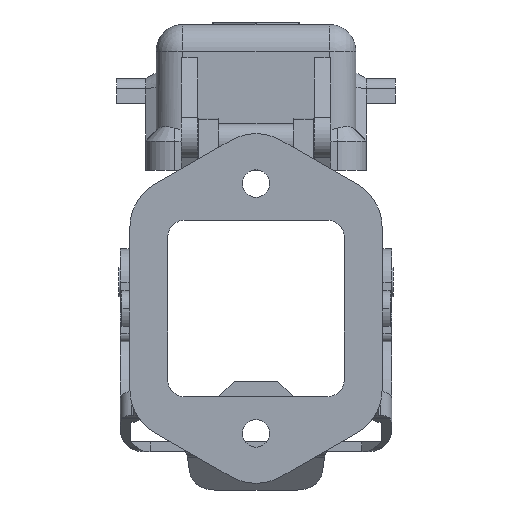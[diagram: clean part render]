
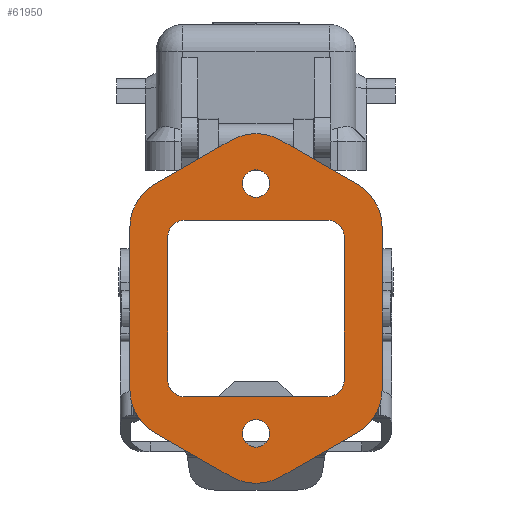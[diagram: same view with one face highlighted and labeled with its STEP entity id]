
A CAD part, front view. The second image highlights one B-rep face of the part: STEP entity #61950.
In plain terms, the highlighted face is planar.
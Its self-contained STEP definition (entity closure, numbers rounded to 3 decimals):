
#11950=CARTESIAN_POINT('',(65.873,31.938,-1.8));
#11960=VERTEX_POINT('',#11950);
#11990=CARTESIAN_POINT('',(59.873,31.938,-1.8));
#12000=DIRECTION('',(0.,0.,1.));
#12010=DIRECTION('',(1.,0.,0.));
#12020=AXIS2_PLACEMENT_3D('',#11990,#12000,#12010);
#12030=CIRCLE('',#12020,6.);
#12040=CARTESIAN_POINT('',(62.873,26.742,-1.8));
#12050=VERTEX_POINT('',#12040);
#12060=EDGE_CURVE('',#12050,#11960,#12030,.T.);
#12370=CARTESIAN_POINT('',(62.873,56.569,-1.8));
#12380=VERTEX_POINT('',#12370);
#12410=CARTESIAN_POINT('',(59.873,51.373,-1.8));
#12420=DIRECTION('',(0.,0.,1.));
#12430=DIRECTION('',(1.,0.,0.));
#12440=AXIS2_PLACEMENT_3D('',#12410,#12420,#12430);
#12450=CIRCLE('',#12440,6.);
#12460=CARTESIAN_POINT('',(65.873,51.373,-1.8));
#12470=VERTEX_POINT('',#12460);
#12480=EDGE_CURVE('',#12470,#12380,#12450,.T.);
#12640=CARTESIAN_POINT('',(41.573,31.938,-1.8));
#12650=DIRECTION('',(0.,0.,-1.));
#12660=DIRECTION('',(-1.,0.,0.));
#12670=AXIS2_PLACEMENT_3D('',#12640,#12650,#12660);
#12680=CIRCLE('',#12670,6.);
#12690=CARTESIAN_POINT('',(38.573,26.742,-1.8));
#12700=VERTEX_POINT('',#12690);
#12710=CARTESIAN_POINT('',(35.573,31.938,-1.8));
#12720=VERTEX_POINT('',#12710);
#12730=EDGE_CURVE('',#12700,#12720,#12680,.T.);
#13100=CARTESIAN_POINT('',(35.573,51.373,-1.8));
#13110=VERTEX_POINT('',#13100);
#13230=CARTESIAN_POINT('',(35.573,49.553,-1.8));
#13240=DIRECTION('',(0.,-1.,0.));
#13250=VECTOR('',#13240,1.);
#13260=LINE('',#13230,#13250);
#13270=EDGE_CURVE('',#13110,#12720,#13260,.T.);
#13540=CARTESIAN_POINT('',(49.073,56.655,-1.8));
#13550=VERTEX_POINT('',#13540);
#13580=CARTESIAN_POINT('',(50.723,56.655,-1.8));
#13590=DIRECTION('',(0.,0.,1.));
#13600=DIRECTION('',(0.,1.,0.));
#13610=AXIS2_PLACEMENT_3D('',#13580,#13590,#13600);
#13620=CIRCLE('',#13610,1.65);
#13630=CARTESIAN_POINT('',(52.373,56.655,-1.8));
#13640=VERTEX_POINT('',#13630);
#13650=EDGE_CURVE('',#13550,#13640,#13620,.T.);
#18580=CARTESIAN_POINT('',(40.131,50.248,-1.8));
#18590=VERTEX_POINT('',#18580);
#18620=CARTESIAN_POINT('',(40.131,2.841,-1.8));
#18630=DIRECTION('',(0.,-1.,0.));
#18640=VECTOR('',#18630,1.);
#18650=LINE('',#18620,#18640);
#18660=CARTESIAN_POINT('',(40.131,33.063,-1.8));
#18670=VERTEX_POINT('',#18660);
#18680=EDGE_CURVE('',#18590,#18670,#18650,.T.);
#19220=CARTESIAN_POINT('',(42.131,31.063,-1.8));
#19230=VERTEX_POINT('',#19220);
#19260=CARTESIAN_POINT('',(29.938,31.063,-1.8));
#19270=DIRECTION('',(1.,0.,0.));
#19280=VECTOR('',#19270,1.);
#19290=LINE('',#19260,#19280);
#19300=CARTESIAN_POINT('',(59.316,31.063,-1.8));
#19310=VERTEX_POINT('',#19300);
#19320=EDGE_CURVE('',#19230,#19310,#19290,.T.);
#19980=CARTESIAN_POINT('',(61.316,2.841,-1.8));
#19990=DIRECTION('',(0.,1.,0.));
#20000=VECTOR('',#19990,1.);
#20010=LINE('',#19980,#20000);
#20020=CARTESIAN_POINT('',(61.316,33.063,-1.8));
#20030=VERTEX_POINT('',#20020);
#20040=CARTESIAN_POINT('',(61.316,50.248,-1.8));
#20050=VERTEX_POINT('',#20040);
#20060=EDGE_CURVE('',#20030,#20050,#20010,.T.);
#21040=CARTESIAN_POINT('',(59.316,52.248,-1.8));
#21050=VERTEX_POINT('',#21040);
#21080=CARTESIAN_POINT('',(29.938,52.248,-1.8));
#21090=DIRECTION('',(-1.,0.,0.));
#21100=VECTOR('',#21090,1.);
#21110=LINE('',#21080,#21100);
#21120=CARTESIAN_POINT('',(42.131,52.248,-1.8));
#21130=VERTEX_POINT('',#21120);
#21140=EDGE_CURVE('',#21050,#21130,#21110,.T.);
#30530=CARTESIAN_POINT('',(42.131,33.063,-1.8));
#30540=DIRECTION('',(0.,0.,1.));
#30550=DIRECTION('',(0.707,0.707,0.));
#30560=AXIS2_PLACEMENT_3D('',#30530,#30540,#30550);
#30570=ELLIPSE('',#30560,2.,2.);
#30580=EDGE_CURVE('',#18670,#19230,#30570,.T.);
#30780=CARTESIAN_POINT('',(42.131,50.248,-1.8));
#30790=DIRECTION('',(0.,0.,1.));
#30800=DIRECTION('',(0.707,-0.707,0.));
#30810=AXIS2_PLACEMENT_3D('',#30780,#30790,#30800);
#30820=ELLIPSE('',#30810,2.,2.);
#30830=EDGE_CURVE('',#21130,#18590,#30820,.T.);
#31050=CARTESIAN_POINT('',(59.316,33.063,-1.8));
#31060=DIRECTION('',(0.,0.,1.));
#31070=DIRECTION('',(0.707,-0.707,0.));
#31080=AXIS2_PLACEMENT_3D('',#31050,#31060,#31070);
#31090=ELLIPSE('',#31080,2.,2.);
#31100=EDGE_CURVE('',#19310,#20030,#31090,.T.);
#31300=CARTESIAN_POINT('',(59.316,50.248,-1.8));
#31310=DIRECTION('',(0.,0.,1.));
#31320=DIRECTION('',(0.707,0.707,0.));
#31330=AXIS2_PLACEMENT_3D('',#31300,#31310,#31320);
#31340=ELLIPSE('',#31330,2.,2.);
#31350=EDGE_CURVE('',#20050,#21050,#31340,.T.);
#60850=CARTESIAN_POINT('',(29.938,2.841,-1.8));
#60860=DIRECTION('',(0.,0.,1.));
#60870=DIRECTION('',(1.,0.,0.));
#60880=AXIS2_PLACEMENT_3D('',#60850,#60860,#60870);
#60890=PLANE('',#60880);
#60900=ORIENTED_EDGE('',*,*,#30580,.T.);
#60910=ORIENTED_EDGE('',*,*,#18680,.T.);
#60920=ORIENTED_EDGE('',*,*,#30830,.T.);
#60930=ORIENTED_EDGE('',*,*,#21140,.T.);
#60940=ORIENTED_EDGE('',*,*,#31350,.T.);
#60950=ORIENTED_EDGE('',*,*,#20060,.T.);
#60960=ORIENTED_EDGE('',*,*,#31100,.T.);
#60970=ORIENTED_EDGE('',*,*,#19320,.T.);
#60980=EDGE_LOOP('',(#60970,#60960,#60950,#60940,#60930,#60920,#60910,
#60900));
#60990=FACE_BOUND('',#60980,.T.);
#61000=ORIENTED_EDGE('',*,*,#13650,.T.);
#61010=CARTESIAN_POINT('',(50.723,58.305,-1.8));
#61020=VERTEX_POINT('',#61010);
#61030=EDGE_CURVE('',#61020,#13550,#13620,.T.);
#61040=ORIENTED_EDGE('',*,*,#61030,.T.);
#61050=EDGE_CURVE('',#13640,#61020,#13620,.T.);
#61060=ORIENTED_EDGE('',*,*,#61050,.T.);
#61070=EDGE_LOOP('',(#61060,#61040,#61000));
#61080=FACE_BOUND('',#61070,.T.);
#61090=CARTESIAN_POINT('',(50.723,26.655,-1.8));
#61100=DIRECTION('',(0.,0.,1.));
#61110=DIRECTION('',(0.,1.,0.));
#61120=AXIS2_PLACEMENT_3D('',#61090,#61100,#61110);
#61130=CIRCLE('',#61120,1.65);
#61140=CARTESIAN_POINT('',(49.073,26.655,-1.8));
#61150=VERTEX_POINT('',#61140);
#61160=CARTESIAN_POINT('',(52.373,26.655,-1.8));
#61170=VERTEX_POINT('',#61160);
#61180=EDGE_CURVE('',#61150,#61170,#61130,.T.);
#61190=ORIENTED_EDGE('',*,*,#61180,.T.);
#61200=CARTESIAN_POINT('',(50.723,28.305,-1.8));
#61210=VERTEX_POINT('',#61200);
#61220=EDGE_CURVE('',#61210,#61150,#61130,.T.);
#61230=ORIENTED_EDGE('',*,*,#61220,.T.);
#61240=EDGE_CURVE('',#61170,#61210,#61130,.T.);
#61250=ORIENTED_EDGE('',*,*,#61240,.T.);
#61260=EDGE_LOOP('',(#61250,#61230,#61190));
#61270=FACE_BOUND('',#61260,.T.);
#61280=ORIENTED_EDGE('',*,*,#12730,.T.);
#61290=CARTESIAN_POINT('',(47.723,21.459,-1.8));
#61300=DIRECTION('',(-0.866,0.5,0.));
#61310=VECTOR('',#61300,1.);
#61320=LINE('',#61290,#61310);
#61330=CARTESIAN_POINT('',(47.723,21.459,-1.8));
#61340=VERTEX_POINT('',#61330);
#61350=EDGE_CURVE('',#61340,#12700,#61320,.T.);
#61360=ORIENTED_EDGE('',*,*,#61350,.T.);
#61370=CARTESIAN_POINT('',(50.723,26.655,-1.8));
#61380=DIRECTION('',(0.,0.,1.));
#61390=DIRECTION('',(-1.,0.,0.));
#61400=AXIS2_PLACEMENT_3D('',#61370,#61380,#61390);
#61410=CIRCLE('',#61400,6.);
#61420=CARTESIAN_POINT('',(53.723,21.459,-1.8));
#61430=VERTEX_POINT('',#61420);
#61440=EDGE_CURVE('',#61340,#61430,#61410,.T.);
#61450=ORIENTED_EDGE('',*,*,#61440,.F.);
#61460=CARTESIAN_POINT('',(53.723,21.459,-1.8));
#61470=DIRECTION('',(0.866,0.5,0.));
#61480=VECTOR('',#61470,1.);
#61490=LINE('',#61460,#61480);
#61500=EDGE_CURVE('',#61430,#12050,#61490,.T.);
#61510=ORIENTED_EDGE('',*,*,#61500,.F.);
#61520=ORIENTED_EDGE('',*,*,#12060,.F.);
#61530=CARTESIAN_POINT('',(65.873,33.758,-1.8));
#61540=DIRECTION('',(0.,1.,0.));
#61550=VECTOR('',#61540,1.);
#61560=LINE('',#61530,#61550);
#61570=EDGE_CURVE('',#11960,#12470,#61560,.T.);
#61580=ORIENTED_EDGE('',*,*,#61570,.F.);
#61590=ORIENTED_EDGE('',*,*,#12480,.F.);
#61600=CARTESIAN_POINT('',(53.723,61.852,-1.8));
#61610=DIRECTION('',(0.866,-0.5,0.));
#61620=VECTOR('',#61610,1.);
#61630=LINE('',#61600,#61620);
#61640=CARTESIAN_POINT('',(53.723,61.852,-1.8));
#61650=VERTEX_POINT('',#61640);
#61660=EDGE_CURVE('',#61650,#12380,#61630,.T.);
#61670=ORIENTED_EDGE('',*,*,#61660,.T.);
#61680=CARTESIAN_POINT('',(50.723,56.655,-1.8));
#61690=DIRECTION('',(0.,0.,1.));
#61700=DIRECTION('',(1.,0.,0.));
#61710=AXIS2_PLACEMENT_3D('',#61680,#61690,#61700);
#61720=CIRCLE('',#61710,6.);
#61730=CARTESIAN_POINT('',(47.723,61.852,-1.8));
#61740=VERTEX_POINT('',#61730);
#61750=EDGE_CURVE('',#61650,#61740,#61720,.T.);
#61760=ORIENTED_EDGE('',*,*,#61750,.F.);
#61770=CARTESIAN_POINT('',(47.723,61.852,-1.8));
#61780=DIRECTION('',(-0.866,-0.5,0.));
#61790=VECTOR('',#61780,1.);
#61800=LINE('',#61770,#61790);
#61810=CARTESIAN_POINT('',(38.573,56.569,-1.8));
#61820=VERTEX_POINT('',#61810);
#61830=EDGE_CURVE('',#61740,#61820,#61800,.T.);
#61840=ORIENTED_EDGE('',*,*,#61830,.F.);
#61850=CARTESIAN_POINT('',(41.573,51.373,-1.8));
#61860=DIRECTION('',(0.,0.,1.));
#61870=DIRECTION('',(1.,0.,0.));
#61880=AXIS2_PLACEMENT_3D('',#61850,#61860,#61870);
#61890=CIRCLE('',#61880,6.);
#61900=EDGE_CURVE('',#61820,#13110,#61890,.T.);
#61910=ORIENTED_EDGE('',*,*,#61900,.F.);
#61920=ORIENTED_EDGE('',*,*,#13270,.F.);
#61930=EDGE_LOOP('',(#61920,#61910,#61840,#61760,#61670,#61590,#61580,
#61520,#61510,#61450,#61360,#61280));
#61940=FACE_OUTER_BOUND('',#61930,.T.);
#61950=ADVANCED_FACE('',(#60990,#61080,#61270,#61940),#60890,.F.);
